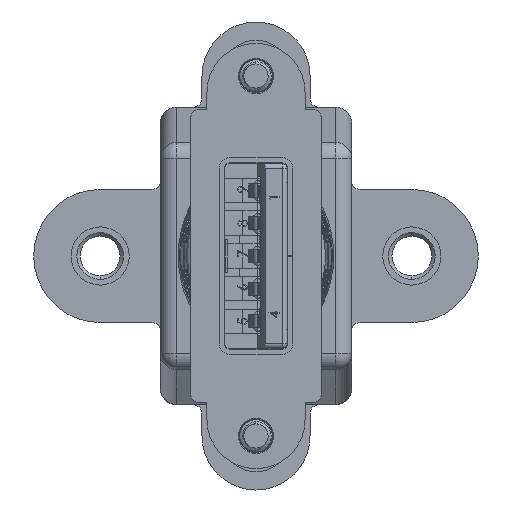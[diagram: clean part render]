
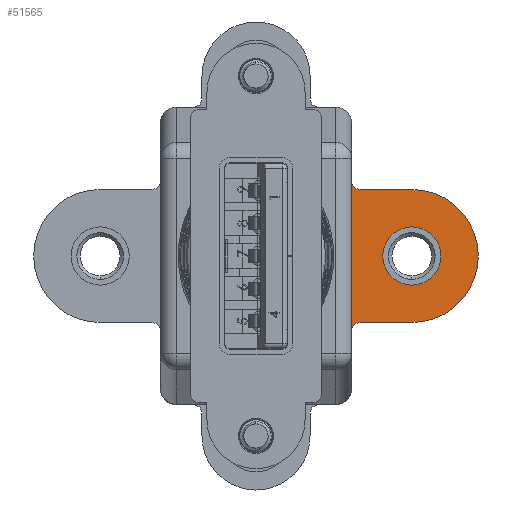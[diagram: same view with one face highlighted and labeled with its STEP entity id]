
A CAD part, left-side view. The second image highlights one B-rep face of the part: STEP entity #51565.
In plain terms, the highlighted face is planar.
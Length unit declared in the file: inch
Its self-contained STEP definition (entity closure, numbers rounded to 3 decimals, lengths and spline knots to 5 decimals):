
#599 = VERTEX_POINT ( 'NONE', #30435 ) ;
#2794 = DIRECTION ( 'NONE',  ( 1., 0., 0. ) ) ;
#3551 = CARTESIAN_POINT ( 'NONE',  ( 0., -0.375, -0.72244 ) ) ;
#4313 = CARTESIAN_POINT ( 'NONE',  ( -0.18, -0.23031, -0.72244 ) ) ;
#8543 = AXIS2_PLACEMENT_3D ( 'NONE', #3551, #59656, #11598 ) ;
#8771 = CIRCLE ( 'NONE', #20282, 0.02 ) ;
#8976 = LINE ( 'NONE', #71615, #51641 ) ;
#9895 = DIRECTION ( 'NONE',  ( 0., -1., 0. ) ) ;
#10477 = EDGE_CURVE ( 'NONE', #63263, #599, #8976, .T. ) ;
#11598 = DIRECTION ( 'NONE',  ( 1., 0., 0. ) ) ;
#16623 = CARTESIAN_POINT ( 'NONE',  ( -0.16, -0.23031, -0.72244 ) ) ;
#18079 = LINE ( 'NONE', #16623, #79715 ) ;
#20282 = AXIS2_PLACEMENT_3D ( 'NONE', #21110, #77340, #29162 ) ;
#20712 = VERTEX_POINT ( 'NONE', #60730 ) ;
#21091 = CARTESIAN_POINT ( 'NONE',  ( -0.16, -0.25031, -0.72244 ) ) ;
#21110 = CARTESIAN_POINT ( 'NONE',  ( 0.18, -0.25031, -0.72244 ) ) ;
#23530 = DIRECTION ( 'NONE',  ( 0., 1., 0. ) ) ;
#23999 = EDGE_LOOP ( 'NONE', ( #100144, #76529 ) ) ;
#24716 = DIRECTION ( 'NONE',  ( -1., 0., 0. ) ) ;
#25614 = CARTESIAN_POINT ( 'NONE',  ( 0., -0.375, -0.72244 ) ) ;
#29162 = DIRECTION ( 'NONE',  ( 1., 0., 0. ) ) ;
#30435 = CARTESIAN_POINT ( 'NONE',  ( 0.16, -0.25031, -0.72244 ) ) ;
#30712 = VERTEX_POINT ( 'NONE', #21091 ) ;
#30839 = CARTESIAN_POINT ( 'NONE',  ( -0.07, -0.375, -0.72244 ) ) ;
#31008 = CARTESIAN_POINT ( 'NONE',  ( 0.16, -0.375, -0.72244 ) ) ;
#31672 = VERTEX_POINT ( 'NONE', #77472 ) ;
#32077 = DIRECTION ( 'NONE',  ( 0., 0., 1. ) ) ;
#32294 = AXIS2_PLACEMENT_3D ( 'NONE', #88449, #40203, #96545 ) ;
#32363 = EDGE_CURVE ( 'NONE', #78898, #68279, #77079, .T. ) ;
#32963 = AXIS2_PLACEMENT_3D ( 'NONE', #99105, #50855, #2794 ) ;
#36309 = LINE ( 'NONE', #49889, #92958 ) ;
#37691 = EDGE_CURVE ( 'NONE', #30712, #20712, #36309, .T. ) ;
#40203 = DIRECTION ( 'NONE',  ( 0., 0., 1. ) ) ;
#40600 = EDGE_CURVE ( 'NONE', #20712, #63263, #41621, .T. ) ;
#41621 = CIRCLE ( 'NONE', #71971, 0.16 ) ;
#41736 = DIRECTION ( 'NONE',  ( 1., 0., 0. ) ) ;
#42419 = EDGE_CURVE ( 'NONE', #31672, #599, #8771, .T. ) ;
#45610 = VERTEX_POINT ( 'NONE', #4313 ) ;
#47990 = ORIENTED_EDGE ( 'NONE', *, *, #10477, .F. ) ;
#49889 = CARTESIAN_POINT ( 'NONE',  ( -0.16, -0.375, -0.72244 ) ) ;
#50855 = DIRECTION ( 'NONE',  ( 0., 0., 1. ) ) ;
#51565 = ADVANCED_FACE ( 'NONE', ( #59871, #100239 ), #65693, .F. ) ;
#51641 = VECTOR ( 'NONE', #23530, 39.37008 ) ;
#53970 = AXIS2_PLACEMENT_3D ( 'NONE', #25614, #89977, #41736 ) ;
#59656 = DIRECTION ( 'NONE',  ( 0., 0., 1. ) ) ;
#59871 = FACE_BOUND ( 'NONE', #23999, .T. ) ;
#60730 = CARTESIAN_POINT ( 'NONE',  ( -0.16, -0.375, -0.72244 ) ) ;
#63263 = VERTEX_POINT ( 'NONE', #31008 ) ;
#65693 = PLANE ( 'NONE',  #53970 ) ;
#68279 = VERTEX_POINT ( 'NONE', #81470 ) ;
#68280 = EDGE_CURVE ( 'NONE', #30712, #45610, #81150, .T. ) ;
#71615 = CARTESIAN_POINT ( 'NONE',  ( 0.16, -0.375, -0.72244 ) ) ;
#71971 = AXIS2_PLACEMENT_3D ( 'NONE', #80251, #32077, #88337 ) ;
#73382 = CIRCLE ( 'NONE', #8543, 0.07 ) ;
#73978 = EDGE_CURVE ( 'NONE', #68279, #78898, #73382, .T. ) ;
#74494 = ORIENTED_EDGE ( 'NONE', *, *, #40600, .F. ) ;
#76529 = ORIENTED_EDGE ( 'NONE', *, *, #32363, .T. ) ;
#77079 = CIRCLE ( 'NONE', #32294, 0.07 ) ;
#77316 = ORIENTED_EDGE ( 'NONE', *, *, #84794, .F. ) ;
#77340 = DIRECTION ( 'NONE',  ( 0., 0., 1. ) ) ;
#77472 = CARTESIAN_POINT ( 'NONE',  ( 0.18, -0.23031, -0.72244 ) ) ;
#78898 = VERTEX_POINT ( 'NONE', #30839 ) ;
#79715 = VECTOR ( 'NONE', #24716, 39.37008 ) ;
#80251 = CARTESIAN_POINT ( 'NONE',  ( 0., -0.375, -0.72244 ) ) ;
#81150 = CIRCLE ( 'NONE', #32963, 0.02 ) ;
#81363 = ORIENTED_EDGE ( 'NONE', *, *, #68280, .T. ) ;
#81470 = CARTESIAN_POINT ( 'NONE',  ( 0.07, -0.375, -0.72244 ) ) ;
#84794 = EDGE_CURVE ( 'NONE', #31672, #45610, #18079, .T. ) ;
#88337 = DIRECTION ( 'NONE',  ( 1., 0., 0. ) ) ;
#88449 = CARTESIAN_POINT ( 'NONE',  ( 0., -0.375, -0.72244 ) ) ;
#89977 = DIRECTION ( 'NONE',  ( 0., 0., 1. ) ) ;
#92958 = VECTOR ( 'NONE', #9895, 39.37008 ) ;
#96545 = DIRECTION ( 'NONE',  ( 1., 0., 0. ) ) ;
#99105 = CARTESIAN_POINT ( 'NONE',  ( -0.18, -0.25031, -0.72244 ) ) ;
#100144 = ORIENTED_EDGE ( 'NONE', *, *, #73978, .T. ) ;
#100239 = FACE_OUTER_BOUND ( 'NONE', #102231, .T. ) ;
#102231 = EDGE_LOOP ( 'NONE', ( #74494, #102738, #81363, #77316, #103929, #47990 ) ) ;
#102738 = ORIENTED_EDGE ( 'NONE', *, *, #37691, .F. ) ;
#103929 = ORIENTED_EDGE ( 'NONE', *, *, #42419, .T. ) ;
